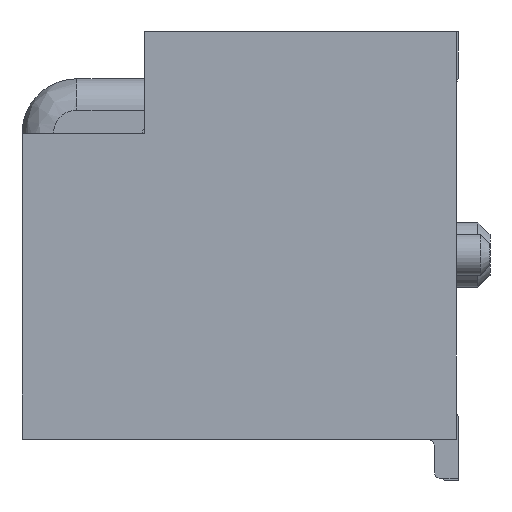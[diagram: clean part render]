
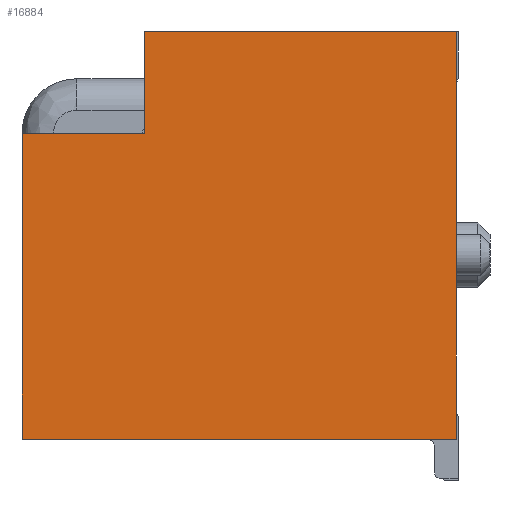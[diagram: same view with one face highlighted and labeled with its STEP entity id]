
A CAD part, left-side view. The second image highlights one B-rep face of the part: STEP entity #16884.
In plain terms, the highlighted planar face has unit normal (-1, 0, 0).
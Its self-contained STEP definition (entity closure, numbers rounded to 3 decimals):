
#845=DIRECTION('',(0.,0.,-1.));
#846=VECTOR('',#845,6.3);
#847=CARTESIAN_POINT('',(-15.,1.95,2.5));
#848=LINE('',#847,#846);
#849=DIRECTION('',(0.,1.,0.));
#850=VECTOR('',#849,2.53);
#851=CARTESIAN_POINT('',(-15.,-0.58,2.5));
#852=LINE('',#851,#850);
#853=DIRECTION('',(0.,0.,-1.));
#854=VECTOR('',#853,2.1);
#855=CARTESIAN_POINT('',(-15.,-0.58,4.6));
#856=LINE('',#855,#854);
#857=DIRECTION('',(0.,1.,0.));
#858=VECTOR('',#857,6.42);
#859=CARTESIAN_POINT('',(-15.,-7.,4.6));
#860=LINE('',#859,#858);
#861=DIRECTION('',(0.,0.,1.));
#862=VECTOR('',#861,8.4);
#863=CARTESIAN_POINT('',(-15.,-7.,-3.8));
#864=LINE('',#863,#862);
#865=DIRECTION('',(0.,-1.,0.));
#866=VECTOR('',#865,8.95);
#867=CARTESIAN_POINT('',(-15.,1.95,-3.8));
#868=LINE('',#867,#866);
#13266=CARTESIAN_POINT('',(-15.,-0.58,2.5));
#13267=CARTESIAN_POINT('',(-15.,1.95,2.5));
#13268=VERTEX_POINT('',#13266);
#13269=VERTEX_POINT('',#13267);
#13288=CARTESIAN_POINT('',(-15.,-7.,-3.8));
#13289=VERTEX_POINT('',#13288);
#13312=CARTESIAN_POINT('',(-15.,-7.,4.6));
#13313=VERTEX_POINT('',#13312);
#13410=CARTESIAN_POINT('',(-15.,1.95,-3.8));
#13411=VERTEX_POINT('',#13410);
#14088=CARTESIAN_POINT('',(-15.,-0.58,4.6));
#14089=VERTEX_POINT('',#14088);
#16867=CARTESIAN_POINT('',(-15.,1.95,2.5));
#16868=DIRECTION('',(-1.,0.,0.));
#16869=DIRECTION('',(0.,0.,1.));
#16870=AXIS2_PLACEMENT_3D('',#16867,#16868,#16869);
#16871=PLANE('',#16870);
#16872=ORIENTED_EDGE('',*,*,#16856,.F.);
#16873=ORIENTED_EDGE('',*,*,#16800,.F.);
#16875=ORIENTED_EDGE('',*,*,#16874,.F.);
#16877=ORIENTED_EDGE('',*,*,#16876,.F.);
#16879=ORIENTED_EDGE('',*,*,#16878,.F.);
#16881=ORIENTED_EDGE('',*,*,#16880,.F.);
#16882=EDGE_LOOP('',(#16872,#16873,#16875,#16877,#16879,#16881));
#16883=FACE_OUTER_BOUND('',#16882,.F.);
#16800=EDGE_CURVE('',#13268,#13269,#852,.T.);
#16856=EDGE_CURVE('',#13269,#13411,#848,.T.);
#16874=EDGE_CURVE('',#14089,#13268,#856,.T.);
#16876=EDGE_CURVE('',#13313,#14089,#860,.T.);
#16878=EDGE_CURVE('',#13289,#13313,#864,.T.);
#16880=EDGE_CURVE('',#13411,#13289,#868,.T.);
#16884=ADVANCED_FACE('',(#16883),#16871,.T.);
